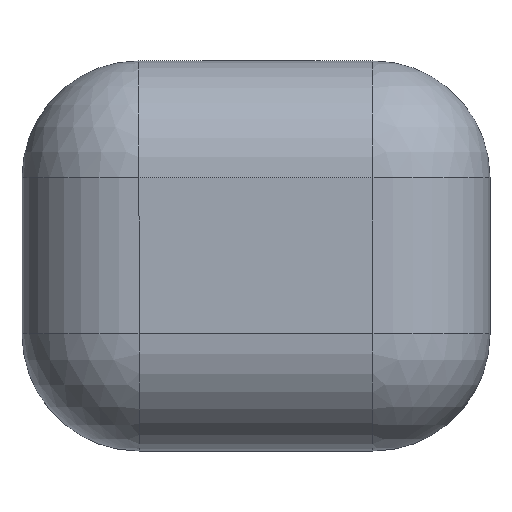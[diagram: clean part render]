
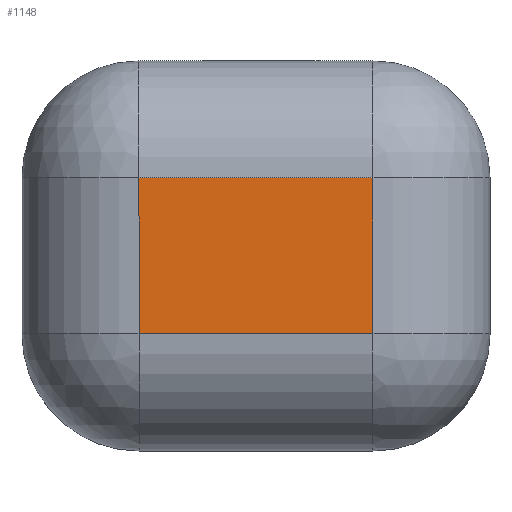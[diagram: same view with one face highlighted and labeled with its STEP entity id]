
A CAD part, top view. The second image highlights one B-rep face of the part: STEP entity #1148.
In plain terms, the highlighted planar face has unit normal (0, 0, 1).
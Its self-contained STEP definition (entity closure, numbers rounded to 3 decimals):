
#13 = ORIENTED_EDGE ( 'NONE', *, *, #954, .T. ) ;
#16 = AXIS2_PLACEMENT_3D ( 'NONE', #760, #122, #542 ) ;
#122 = DIRECTION ( 'NONE',  ( 0., 0., 1. ) ) ;
#133 = PLANE ( 'NONE',  #16 ) ;
#142 = DIRECTION ( 'NONE',  ( 0., 1., 0. ) ) ;
#172 = DIRECTION ( 'NONE',  ( -1., 0., 0. ) ) ;
#179 = DIRECTION ( 'NONE',  ( 1., 0., 0. ) ) ;
#200 = ORIENTED_EDGE ( 'NONE', *, *, #971, .T. ) ;
#236 = CARTESIAN_POINT ( 'NONE',  ( -15.863, 0.819, 40. ) ) ;
#240 = VERTEX_POINT ( 'NONE', #712 ) ;
#274 = DIRECTION ( 'NONE',  ( 0., -1., 0. ) ) ;
#297 = CARTESIAN_POINT ( 'NONE',  ( -0.863, -19.181, 40. ) ) ;
#364 = EDGE_CURVE ( 'NONE', #1170, #823, #1439, .T. ) ;
#384 = ORIENTED_EDGE ( 'NONE', *, *, #1624, .T. ) ;
#419 = VECTOR ( 'NONE', #172, 1000. ) ;
#542 = DIRECTION ( 'NONE',  ( 1., 0., 0. ) ) ;
#614 = ORIENTED_EDGE ( 'NONE', *, *, #364, .T. ) ;
#687 = EDGE_LOOP ( 'NONE', ( #200, #384, #614, #13 ) ) ;
#712 = CARTESIAN_POINT ( 'NONE',  ( -0.863, 0.819, 40. ) ) ;
#760 = CARTESIAN_POINT ( 'NONE',  ( 0., 0., 40. ) ) ;
#778 = LINE ( 'NONE', #1511, #1539 ) ;
#796 = VERTEX_POINT ( 'NONE', #1058 ) ;
#823 = VERTEX_POINT ( 'NONE', #921 ) ;
#851 = VECTOR ( 'NONE', #142, 1000. ) ;
#882 = CARTESIAN_POINT ( 'NONE',  ( 29.137, 0.819, 40. ) ) ;
#896 = FACE_OUTER_BOUND ( 'NONE', #687, .T. ) ;
#921 = CARTESIAN_POINT ( 'NONE',  ( 29.137, -19.181, 40. ) ) ;
#954 = EDGE_CURVE ( 'NONE', #823, #796, #991, .T. ) ;
#971 = EDGE_CURVE ( 'NONE', #796, #240, #1373, .T. ) ;
#991 = LINE ( 'NONE', #882, #851 ) ;
#1058 = CARTESIAN_POINT ( 'NONE',  ( 29.137, 0.819, 40. ) ) ;
#1066 = CARTESIAN_POINT ( 'NONE',  ( 44.137, -19.181, 40. ) ) ;
#1125 = VECTOR ( 'NONE', #179, 1000. ) ;
#1148 = ADVANCED_FACE ( 'NONE', ( #896 ), #133, .T. ) ;
#1170 = VERTEX_POINT ( 'NONE', #297 ) ;
#1373 = LINE ( 'NONE', #236, #419 ) ;
#1439 = LINE ( 'NONE', #1066, #1125 ) ;
#1511 = CARTESIAN_POINT ( 'NONE',  ( -0.863, -19.181, 40. ) ) ;
#1539 = VECTOR ( 'NONE', #274, 1000. ) ;
#1624 = EDGE_CURVE ( 'NONE', #240, #1170, #778, .T. ) ;
